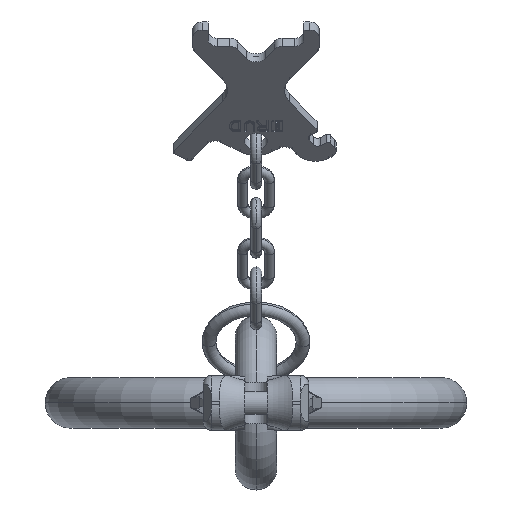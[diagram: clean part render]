
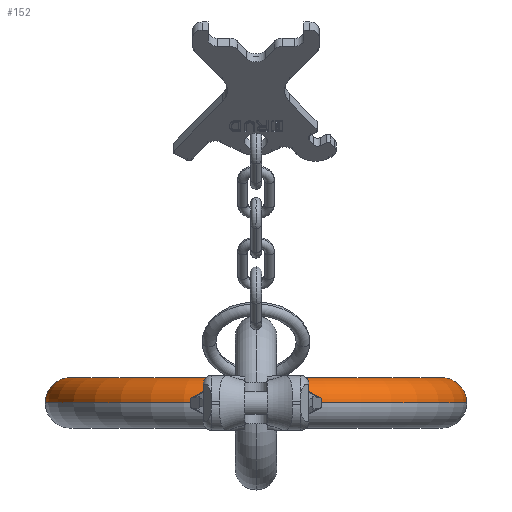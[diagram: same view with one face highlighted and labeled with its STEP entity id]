
A CAD part, front view. The second image highlights one B-rep face of the part: STEP entity #152.
In plain terms, the highlighted toroidal (fillet/blend) face has major radius 81 mm and minor radius 11 mm.
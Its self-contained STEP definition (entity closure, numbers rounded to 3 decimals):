
#20=CARTESIAN_POINT('',(-81.,0.,0.));
#21=DIRECTION('',(0.,1.,0.));
#22=DIRECTION('',(-1.,0.,0.));
#23=AXIS2_PLACEMENT_3D('',#20,#21,#22);
#29=CARTESIAN_POINT('',(81.,0.,0.));
#30=DIRECTION('',(0.,-1.,0.));
#31=DIRECTION('',(1.,0.,0.));
#32=AXIS2_PLACEMENT_3D('',#29,#30,#31);
#34=CARTESIAN_POINT('',(0.,0.,0.));
#35=DIRECTION('',(0.,0.,-1.));
#36=DIRECTION('',(1.,0.,0.));
#37=AXIS2_PLACEMENT_3D('',#34,#35,#36);
#44=CARTESIAN_POINT('',(0.,0.,0.));
#45=DIRECTION('',(0.,0.,-1.));
#46=DIRECTION('',(1.,0.,0.));
#47=AXIS2_PLACEMENT_3D('',#44,#45,#46);
#81=CARTESIAN_POINT('',(92.,0.,0.));
#82=CARTESIAN_POINT('',(70.,0.,0.));
#83=VERTEX_POINT('',#81);
#84=VERTEX_POINT('',#82);
#85=CARTESIAN_POINT('',(-92.,0.,0.));
#86=CARTESIAN_POINT('',(-70.,0.,0.));
#87=VERTEX_POINT('',#85);
#88=VERTEX_POINT('',#86);
#139=CARTESIAN_POINT('',(0.,0.,0.));
#140=DIRECTION('',(0.,0.,-1.));
#141=DIRECTION('',(-1.,0.,0.));
#142=AXIS2_PLACEMENT_3D('',#139,#140,#141);
#143=TOROIDAL_SURFACE('',#142,81.,11.);
#144=ORIENTED_EDGE('',*,*,#102,.F.);
#146=ORIENTED_EDGE('',*,*,#145,.T.);
#147=ORIENTED_EDGE('',*,*,#129,.T.);
#149=ORIENTED_EDGE('',*,*,#148,.F.);
#150=EDGE_LOOP('',(#144,#146,#147,#149));
#151=FACE_OUTER_BOUND('',#150,.F.);
#152=ADVANCED_FACE('',(#151),#143,.T.);
#24=CIRCLE('',#23,11.);
#33=CIRCLE('',#32,11.);
#38=CIRCLE('',#37,92.);
#48=CIRCLE('',#47,70.);
#102=EDGE_CURVE('',#83,#84,#33,.T.);
#129=EDGE_CURVE('',#87,#88,#24,.T.);
#145=EDGE_CURVE('',#83,#87,#38,.T.);
#148=EDGE_CURVE('',#84,#88,#48,.T.);
